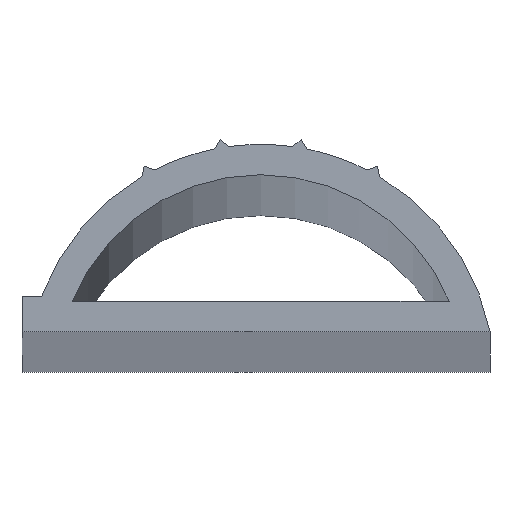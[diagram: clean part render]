
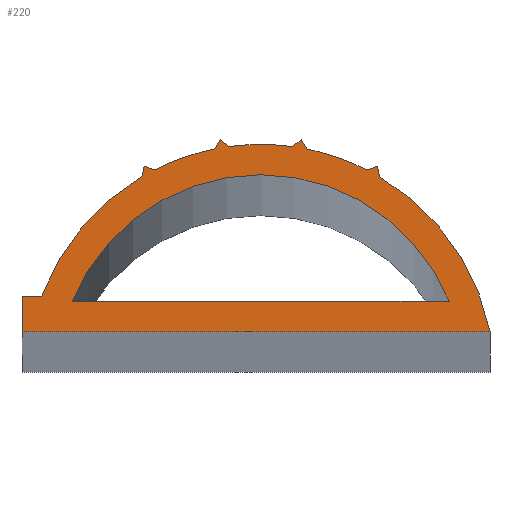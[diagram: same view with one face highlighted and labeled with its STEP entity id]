
A CAD part, top view. The second image highlights one B-rep face of the part: STEP entity #220.
In plain terms, the highlighted planar face has unit normal (0, 0, 1).
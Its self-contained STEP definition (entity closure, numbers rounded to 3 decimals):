
#166 = EDGE_CURVE ( 'NONE', #168, #232, #455, .T. ) ;
#167 = ORIENTED_EDGE ( 'NONE', *, *, #166, .F. ) ;
#168 = VERTEX_POINT ( 'NONE', #555 ) ;
#169 = EDGE_CURVE ( 'NONE', #230, #251, #459, .T. ) ;
#192 = EDGE_CURVE ( 'NONE', #202, #229, #447, .T. ) ;
#193 = ORIENTED_EDGE ( 'NONE', *, *, #192, .T. ) ;
#194 = VERTEX_POINT ( 'NONE', #410 ) ;
#195 = EDGE_CURVE ( 'NONE', #246, #202, #440, .T. ) ;
#196 = EDGE_CURVE ( 'NONE', #229, #194, #451, .T. ) ;
#197 = VERTEX_POINT ( 'NONE', #435 ) ;
#198 = EDGE_CURVE ( 'NONE', #200, #204, #504, .T. ) ;
#199 = EDGE_CURVE ( 'NONE', #244, #203, #500, .T. ) ;
#200 = VERTEX_POINT ( 'NONE', #499 ) ;
#201 = ORIENTED_EDGE ( 'NONE', *, *, #198, .T. ) ;
#202 = VERTEX_POINT ( 'NONE', #434 ) ;
#203 = VERTEX_POINT ( 'NONE', #495 ) ;
#204 = VERTEX_POINT ( 'NONE', #494 ) ;
#205 = ORIENTED_EDGE ( 'NONE', *, *, #206, .T. ) ;
#206 = EDGE_CURVE ( 'NONE', #204, #197, #505, .T. ) ;
#210 = ORIENTED_EDGE ( 'NONE', *, *, #211, .T. ) ;
#211 = EDGE_CURVE ( 'NONE', #203, #200, #428, .T. ) ;
#212 = EDGE_LOOP ( 'NONE', ( #225, #167 ) ) ;
#213 = ORIENTED_EDGE ( 'NONE', *, *, #195, .T. ) ;
#214 = EDGE_CURVE ( 'NONE', #247, #244, #424, .T. ) ;
#215 = EDGE_CURVE ( 'NONE', #251, #247, #426, .T. ) ;
#216 = EDGE_CURVE ( 'NONE', #197, #246, #540, .T. ) ;
#220 = ADVANCED_FACE ( 'NONE', ( #541, #533 ), #536, .F. ) ;
#221 = VERTEX_POINT ( 'NONE', #526 ) ;
#222 = EDGE_CURVE ( 'NONE', #224, #239, #582, .T. ) ;
#223 = EDGE_CURVE ( 'NONE', #237, #221, #576, .T. ) ;
#224 = VERTEX_POINT ( 'NONE', #586 ) ;
#225 = ORIENTED_EDGE ( 'NONE', *, *, #228, .F. ) ;
#226 = ORIENTED_EDGE ( 'NONE', *, *, #227, .T. ) ;
#227 = EDGE_CURVE ( 'NONE', #194, #237, #578, .T. ) ;
#228 = EDGE_CURVE ( 'NONE', #232, #168, #583, .T. ) ;
#229 = VERTEX_POINT ( 'NONE', #471 ) ;
#230 = VERTEX_POINT ( 'NONE', #470 ) ;
#231 = ORIENTED_EDGE ( 'NONE', *, *, #169, .T. ) ;
#232 = VERTEX_POINT ( 'NONE', #467 ) ;
#233 = EDGE_CURVE ( 'NONE', #239, #230, #463, .T. ) ;
#234 = EDGE_LOOP ( 'NONE', ( #240, #236, #235, #238, #231, #249, #245, #250, #210, #201, #205, #252, #213, #193, #248, #226 ) ) ;
#235 = ORIENTED_EDGE ( 'NONE', *, *, #222, .T. ) ;
#236 = ORIENTED_EDGE ( 'NONE', *, *, #243, .T. ) ;
#237 = VERTEX_POINT ( 'NONE', #469 ) ;
#238 = ORIENTED_EDGE ( 'NONE', *, *, #233, .T. ) ;
#239 = VERTEX_POINT ( 'NONE', #527 ) ;
#240 = ORIENTED_EDGE ( 'NONE', *, *, #223, .T. ) ;
#243 = EDGE_CURVE ( 'NONE', #221, #224, #591, .T. ) ;
#244 = VERTEX_POINT ( 'NONE', #594 ) ;
#245 = ORIENTED_EDGE ( 'NONE', *, *, #214, .T. ) ;
#246 = VERTEX_POINT ( 'NONE', #460 ) ;
#247 = VERTEX_POINT ( 'NONE', #587 ) ;
#248 = ORIENTED_EDGE ( 'NONE', *, *, #196, .T. ) ;
#249 = ORIENTED_EDGE ( 'NONE', *, *, #215, .T. ) ;
#250 = ORIENTED_EDGE ( 'NONE', *, *, #199, .T. ) ;
#251 = VERTEX_POINT ( 'NONE', #592 ) ;
#252 = ORIENTED_EDGE ( 'NONE', *, *, #216, .T. ) ;
#410 = CARTESIAN_POINT ( 'NONE',  ( -9.367, 1.5, 500. ) ) ;
#423 = AXIS2_PLACEMENT_3D ( 'NONE', #490, #545, #544 ) ;
#424 = LINE ( 'NONE', #483, #482 ) ;
#425 = AXIS2_PLACEMENT_3D ( 'NONE', #427, #486, #485 ) ;
#426 = CIRCLE ( 'NONE', #423, 10. ) ;
#427 = CARTESIAN_POINT ( 'NONE',  ( 0., -2., 500. ) ) ;
#428 = CIRCLE ( 'NONE', #425, 10. ) ;
#429 = CARTESIAN_POINT ( 'NONE',  ( 0., -2., 500. ) ) ;
#432 = DIRECTION ( 'NONE',  ( -1., 0., 0. ) ) ;
#433 = DIRECTION ( 'NONE',  ( 0., 0., 1. ) ) ;
#434 = CARTESIAN_POINT ( 'NONE',  ( -4.984, 7.065, 500. ) ) ;
#435 = CARTESIAN_POINT ( 'NONE',  ( -1.963, 7.805, 500. ) ) ;
#436 = DIRECTION ( 'NONE',  ( -0.936, 0.351, 0. ) ) ;
#437 = VECTOR ( 'NONE', #436, 1000. ) ;
#438 = CARTESIAN_POINT ( 'NONE',  ( -4.984, 7.065, 500. ) ) ;
#439 = AXIS2_PLACEMENT_3D ( 'NONE', #441, #433, #432 ) ;
#440 = LINE ( 'NONE', #438, #437 ) ;
#441 = CARTESIAN_POINT ( 'NONE',  ( 0., -2., 500. ) ) ;
#444 = DIRECTION ( 'NONE',  ( -0.205, -0.979, 0. ) ) ;
#445 = VECTOR ( 'NONE', #444, 1000. ) ;
#446 = CARTESIAN_POINT ( 'NONE',  ( -4.984, 7.065, 500. ) ) ;
#447 = LINE ( 'NONE', #446, #445 ) ;
#448 = DIRECTION ( 'NONE',  ( -0.936, -0.351, 0. ) ) ;
#449 = VECTOR ( 'NONE', #448, 1000. ) ;
#450 = CARTESIAN_POINT ( 'NONE',  ( 4.984, 7.065, 500. ) ) ;
#451 = CIRCLE ( 'NONE', #439, 10. ) ;
#452 = DIRECTION ( 'NONE',  ( 1., 0., 0. ) ) ;
#453 = VECTOR ( 'NONE', #452, 1000. ) ;
#454 = CARTESIAN_POINT ( 'NONE',  ( -8.05, 1.3, 500. ) ) ;
#455 = LINE ( 'NONE', #454, #453 ) ;
#459 = LINE ( 'NONE', #450, #449 ) ;
#460 = CARTESIAN_POINT ( 'NONE',  ( -4.552, 6.904, 500. ) ) ;
#461 = VECTOR ( 'NONE', #595, 1000. ) ;
#462 = CARTESIAN_POINT ( 'NONE',  ( 4.984, 7.065, 500. ) ) ;
#463 = LINE ( 'NONE', #462, #461 ) ;
#464 = DIRECTION ( 'NONE',  ( -1., 0., 0. ) ) ;
#465 = DIRECTION ( 'NONE',  ( 0., 0., 1. ) ) ;
#466 = CARTESIAN_POINT ( 'NONE',  ( 0., -2., 500. ) ) ;
#467 = CARTESIAN_POINT ( 'NONE',  ( 8.05, 1.3, 500. ) ) ;
#469 = CARTESIAN_POINT ( 'NONE',  ( -10.202, 1.5, 500. ) ) ;
#470 = CARTESIAN_POINT ( 'NONE',  ( 4.984, 7.065, 500. ) ) ;
#471 = CARTESIAN_POINT ( 'NONE',  ( -5.078, 6.615, 500. ) ) ;
#480 = AXIS2_PLACEMENT_3D ( 'NONE', #539, #538, #537 ) ;
#481 = DIRECTION ( 'NONE',  ( -0.516, 0.857, 0. ) ) ;
#482 = VECTOR ( 'NONE', #481, 1000. ) ;
#483 = CARTESIAN_POINT ( 'NONE',  ( 1.725, 8.2, 500. ) ) ;
#485 = DIRECTION ( 'NONE',  ( -1., 0., 0. ) ) ;
#486 = DIRECTION ( 'NONE',  ( 0., 0., 1. ) ) ;
#490 = CARTESIAN_POINT ( 'NONE',  ( 0., -2., 500. ) ) ;
#491 = DIRECTION ( 'NONE',  ( -0.516, -0.857, 0. ) ) ;
#492 = VECTOR ( 'NONE', #491, 1000. ) ;
#493 = CARTESIAN_POINT ( 'NONE',  ( -1.963, 7.805, 500. ) ) ;
#494 = CARTESIAN_POINT ( 'NONE',  ( -1.725, 8.2, 500. ) ) ;
#495 = CARTESIAN_POINT ( 'NONE',  ( 1.371, 7.906, 500. ) ) ;
#496 = DIRECTION ( 'NONE',  ( -0.769, -0.639, 0. ) ) ;
#497 = VECTOR ( 'NONE', #496, 1000. ) ;
#498 = CARTESIAN_POINT ( 'NONE',  ( 1.725, 8.2, 500. ) ) ;
#499 = CARTESIAN_POINT ( 'NONE',  ( -1.371, 7.906, 500. ) ) ;
#500 = LINE ( 'NONE', #498, #497 ) ;
#501 = DIRECTION ( 'NONE',  ( -0.769, 0.639, 0. ) ) ;
#502 = VECTOR ( 'NONE', #501, 1000. ) ;
#503 = CARTESIAN_POINT ( 'NONE',  ( -1.725, 8.2, 500. ) ) ;
#504 = LINE ( 'NONE', #503, #502 ) ;
#505 = LINE ( 'NONE', #493, #492 ) ;
#526 = CARTESIAN_POINT ( 'NONE',  ( -10.202, 0., 500. ) ) ;
#527 = CARTESIAN_POINT ( 'NONE',  ( 5.078, 6.615, 500. ) ) ;
#528 = AXIS2_PLACEMENT_3D ( 'NONE', #581, #580, #579 ) ;
#529 = AXIS2_PLACEMENT_3D ( 'NONE', #429, #585, #584 ) ;
#533 = FACE_BOUND ( 'NONE', #212, .T. ) ;
#536 = PLANE ( 'NONE',  #529 ) ;
#537 = DIRECTION ( 'NONE',  ( -1., 0., 0. ) ) ;
#538 = DIRECTION ( 'NONE',  ( 0., 0., 1. ) ) ;
#539 = CARTESIAN_POINT ( 'NONE',  ( 0., -2., 500. ) ) ;
#540 = CIRCLE ( 'NONE', #480, 10. ) ;
#541 = FACE_OUTER_BOUND ( 'NONE', #234, .T. ) ;
#544 = DIRECTION ( 'NONE',  ( -1., 0., 0. ) ) ;
#545 = DIRECTION ( 'NONE',  ( 0., 0., 1. ) ) ;
#555 = CARTESIAN_POINT ( 'NONE',  ( -8.05, 1.3, 500. ) ) ;
#570 = DIRECTION ( 'NONE',  ( -1., 0., 0. ) ) ;
#571 = VECTOR ( 'NONE', #570, 1000. ) ;
#572 = CARTESIAN_POINT ( 'NONE',  ( -10.202, 1.5, 500. ) ) ;
#573 = DIRECTION ( 'NONE',  ( 0., -1., 0. ) ) ;
#574 = VECTOR ( 'NONE', #573, 1000. ) ;
#575 = CARTESIAN_POINT ( 'NONE',  ( -10.202, 0., 500. ) ) ;
#576 = LINE ( 'NONE', #575, #574 ) ;
#577 = AXIS2_PLACEMENT_3D ( 'NONE', #466, #465, #464 ) ;
#578 = LINE ( 'NONE', #572, #571 ) ;
#579 = DIRECTION ( 'NONE',  ( -1., 0., 0. ) ) ;
#580 = DIRECTION ( 'NONE',  ( 0., 0., 1. ) ) ;
#581 = CARTESIAN_POINT ( 'NONE',  ( 0., -2., 500. ) ) ;
#582 = CIRCLE ( 'NONE', #528, 10. ) ;
#583 = CIRCLE ( 'NONE', #577, 8.7 ) ;
#584 = DIRECTION ( 'NONE',  ( -1., 0., 0. ) ) ;
#585 = DIRECTION ( 'NONE',  ( 0., 0., -1. ) ) ;
#586 = CARTESIAN_POINT ( 'NONE',  ( 9.798, 0., 500. ) ) ;
#587 = CARTESIAN_POINT ( 'NONE',  ( 1.963, 7.805, 500. ) ) ;
#588 = DIRECTION ( 'NONE',  ( 1., 0., 0. ) ) ;
#589 = VECTOR ( 'NONE', #588, 1000. ) ;
#590 = CARTESIAN_POINT ( 'NONE',  ( -10.202, 0., 500. ) ) ;
#591 = LINE ( 'NONE', #590, #589 ) ;
#592 = CARTESIAN_POINT ( 'NONE',  ( 4.552, 6.904, 500. ) ) ;
#594 = CARTESIAN_POINT ( 'NONE',  ( 1.725, 8.2, 500. ) ) ;
#595 = DIRECTION ( 'NONE',  ( -0.205, 0.979, 0. ) ) ;
